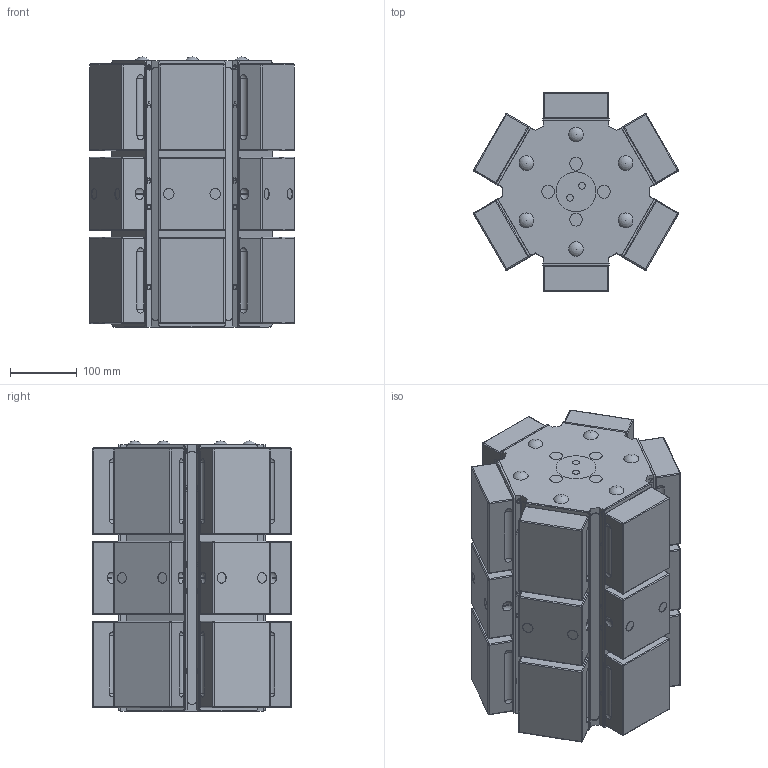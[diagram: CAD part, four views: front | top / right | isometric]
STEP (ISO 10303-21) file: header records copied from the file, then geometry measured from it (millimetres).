
FILE_DESCRIPTION((''),'2;1');
FILE_NAME('5ML1040-61.stp','2014-06-27T14:21:58',('Dayne Stauffer'),(''),'Autodesk Inventor 2013','Autodesk Inventor 2013','');
FILE_SCHEMA(('AUTOMOTIVE_DESIGN { 1 0 10303 214 1 1 1 1 }'));
Length unit declared in the file: millimetre
Products named in the file (6): 5ML1040-61; 5CLM1040-61; 5DS1040-10-40; 5FJ1040-10-40; 5MJ1040-10-40; 5CP1040-ST
Assembly tree (16 placements, depth 3):
  5ML1040-61
    5CLM1040-61
    5DS1040-10-40  x6
      5FJ1040-10-40
      5MJ1040-10-40
    5CP1040-ST  x6
Bounding box: 307.66 x 299.4 x 405.5 mm (x, y, z)
Volume: 21582532.9 mm3; surface area: 1957432.7 mm2
Topology: 25 solids, 25 shells, 3289 faces, 8151 edges, 5184 vertices
Faces by surface type: plane 1561, bspline 838, cylinder 606, sphere 222, cone 62
Full cylindrical faces by diameter (mm): 4.917 x4, 6.65 x36, 8.4 x24, 8.65 x12, 9 x36, 10 x2, 10.106 x6, 12.7 x24, 13.5 x4, 14 x24, 14.15 x36, 16 x12, 19.1 x8, 19.34 x36, 23 x4, 49.88 x1, 59.98 x1
Entity records: 55799 total; most frequent: CARTESIAN_POINT 17679, ORIENTED_EDGE 8072, DIRECTION 6046, EDGE_CURVE 4036, VERTEX_POINT 2804, VECTOR 2410, LINE 2410, EDGE_LOOP 2370
